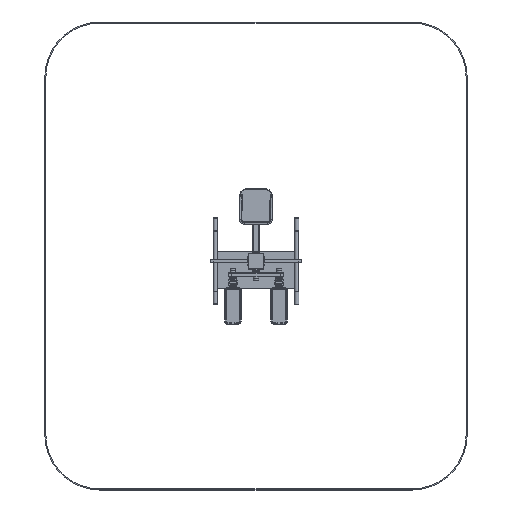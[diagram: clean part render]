
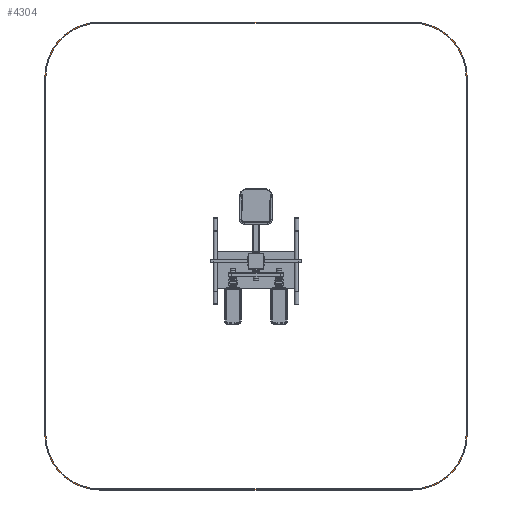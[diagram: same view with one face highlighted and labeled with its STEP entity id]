
A CAD part, top view. The second image highlights one B-rep face of the part: STEP entity #4304.
In plain terms, the highlighted planar face has unit normal (0, 0, 1).
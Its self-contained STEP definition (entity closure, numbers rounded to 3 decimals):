
#4304=ADVANCED_FACE('',(#7528,#7530),#7532,.F.);
#7528=FACE_BOUND('',#7529,.T.);
#7529=EDGE_LOOP('',(#14975,#14976,#14977,#14978,#14979,#14980,#14981,#14982));
#7530=FACE_BOUND('',#7531,.T.);
#7531=EDGE_LOOP('',(#14983,#14984,#14985,#14986,#14987,#14988,#14989,#14990));
#7532=PLANE('',#7533);
#7533=AXIS2_PLACEMENT_3D('',#7534,#7535,#7536);
#7534=CARTESIAN_POINT('',(0.,0.,-34.277));
#7535=DIRECTION('',(0.,0.,-1.));
#7536=DIRECTION('',(0.,1.,0.));
#14975=ORIENTED_EDGE('',*,*,#17415,.F.);
#14976=ORIENTED_EDGE('',*,*,#17412,.F.);
#14977=ORIENTED_EDGE('',*,*,#17409,.F.);
#14978=ORIENTED_EDGE('',*,*,#17406,.F.);
#14979=ORIENTED_EDGE('',*,*,#17403,.F.);
#14980=ORIENTED_EDGE('',*,*,#17400,.F.);
#14981=ORIENTED_EDGE('',*,*,#17397,.F.);
#14982=ORIENTED_EDGE('',*,*,#17393,.F.);
#14983=ORIENTED_EDGE('',*,*,#17439,.F.);
#14984=ORIENTED_EDGE('',*,*,#17436,.F.);
#14985=ORIENTED_EDGE('',*,*,#17433,.F.);
#14986=ORIENTED_EDGE('',*,*,#17430,.F.);
#14987=ORIENTED_EDGE('',*,*,#17427,.F.);
#14988=ORIENTED_EDGE('',*,*,#17424,.F.);
#14989=ORIENTED_EDGE('',*,*,#17421,.F.);
#14990=ORIENTED_EDGE('',*,*,#17417,.F.);
#17393=EDGE_CURVE('',#18607,#18608,#18609,.T.);
#17397=EDGE_CURVE('',#18608,#18615,#18616,.T.);
#17400=EDGE_CURVE('',#18615,#18620,#18621,.T.);
#17403=EDGE_CURVE('',#18620,#18625,#18626,.T.);
#17406=EDGE_CURVE('',#18625,#18630,#18631,.T.);
#17409=EDGE_CURVE('',#18630,#18635,#18636,.T.);
#17412=EDGE_CURVE('',#18635,#18640,#18641,.T.);
#17415=EDGE_CURVE('',#18640,#18607,#18645,.T.);
#17417=EDGE_CURVE('',#18647,#18648,#18649,.T.);
#17421=EDGE_CURVE('',#18648,#18655,#18656,.T.);
#17424=EDGE_CURVE('',#18655,#18660,#18661,.T.);
#17427=EDGE_CURVE('',#18660,#18665,#18666,.T.);
#17430=EDGE_CURVE('',#18665,#18670,#18671,.T.);
#17433=EDGE_CURVE('',#18670,#18675,#18676,.T.);
#17436=EDGE_CURVE('',#18675,#18680,#18681,.T.);
#17439=EDGE_CURVE('',#18680,#18647,#18685,.T.);
#18607=VERTEX_POINT('',#20631);
#18608=VERTEX_POINT('',#20632);
#18609=CIRCLE('',#20633,500.);
#18615=VERTEX_POINT('',#20649);
#18616=LINE('',#20650,#20651);
#18620=VERTEX_POINT('',#20660);
#18621=CIRCLE('',#20661,500.);
#18625=VERTEX_POINT('',#20673);
#18626=LINE('',#20674,#20675);
#18630=VERTEX_POINT('',#20684);
#18631=CIRCLE('',#20685,500.);
#18635=VERTEX_POINT('',#20697);
#18636=LINE('',#20698,#20699);
#18640=VERTEX_POINT('',#20708);
#18641=CIRCLE('',#20709,500.);
#18645=LINE('',#20721,#20722);
#18647=VERTEX_POINT('',#20727);
#18648=VERTEX_POINT('',#20728);
#18649=LINE('',#20729,#20730);
#18655=VERTEX_POINT('',#20743);
#18656=CIRCLE('',#20744,490.);
#18660=VERTEX_POINT('',#20756);
#18661=LINE('',#20757,#20758);
#18665=VERTEX_POINT('',#20767);
#18666=CIRCLE('',#20768,490.);
#18670=VERTEX_POINT('',#20780);
#18671=LINE('',#20781,#20782);
#18675=VERTEX_POINT('',#20791);
#18676=CIRCLE('',#20792,490.);
#18680=VERTEX_POINT('',#20804);
#18681=LINE('',#20805,#20806);
#18685=CIRCLE('',#20815,490.);
#20631=CARTESIAN_POINT('',(-1963.,1738.945,-34.277));
#20632=CARTESIAN_POINT('',(-1463.,2238.945,-34.277));
#20633=AXIS2_PLACEMENT_3D('',#20634,#20635,#20636);
#20634=CARTESIAN_POINT('',(-1463.,1738.945,-34.277));
#20635=DIRECTION('',(0.,0.,-1.));
#20636=DIRECTION('',(-1.,0.,0.));
#20649=CARTESIAN_POINT('',(1363.,2238.945,-34.277));
#20650=CARTESIAN_POINT('',(-1463.,2238.945,-34.277));
#20651=VECTOR('',#20652,1.);
#20652=DIRECTION('',(1.,0.,0.));
#20660=CARTESIAN_POINT('',(1863.,1738.945,-34.277));
#20661=AXIS2_PLACEMENT_3D('',#20662,#20663,#20664);
#20662=CARTESIAN_POINT('',(1363.,1738.945,-34.277));
#20663=DIRECTION('',(0.,0.,-1.));
#20664=DIRECTION('',(0.,1.,0.));
#20673=CARTESIAN_POINT('',(1863.,-1500.,-34.277));
#20674=CARTESIAN_POINT('',(1863.,1738.945,-34.277));
#20675=VECTOR('',#20676,1.);
#20676=DIRECTION('',(0.,-1.,0.));
#20684=CARTESIAN_POINT('',(1363.,-2000.,-34.277));
#20685=AXIS2_PLACEMENT_3D('',#20686,#20687,#20688);
#20686=CARTESIAN_POINT('',(1363.,-1500.,-34.277));
#20687=DIRECTION('',(0.,0.,-1.));
#20688=DIRECTION('',(1.,0.,0.));
#20697=CARTESIAN_POINT('',(-1463.,-2000.,-34.277));
#20698=CARTESIAN_POINT('',(1363.,-2000.,-34.277));
#20699=VECTOR('',#20700,1.);
#20700=DIRECTION('',(-1.,0.,0.));
#20708=CARTESIAN_POINT('',(-1963.,-1500.,-34.277));
#20709=AXIS2_PLACEMENT_3D('',#20710,#20711,#20712);
#20710=CARTESIAN_POINT('',(-1463.,-1500.,-34.277));
#20711=DIRECTION('',(0.,0.,-1.));
#20712=DIRECTION('',(0.,-1.,0.));
#20721=CARTESIAN_POINT('',(-1963.,-1500.,-34.277));
#20722=VECTOR('',#20723,1.);
#20723=DIRECTION('',(0.,1.,0.));
#20727=CARTESIAN_POINT('',(-1953.,1738.945,-34.277));
#20728=CARTESIAN_POINT('',(-1953.,-1500.,-34.277));
#20729=CARTESIAN_POINT('',(-1953.,1738.945,-34.277));
#20730=VECTOR('',#20731,1.);
#20731=DIRECTION('',(0.,-1.,0.));
#20743=CARTESIAN_POINT('',(-1463.,-1990.,-34.277));
#20744=AXIS2_PLACEMENT_3D('',#20745,#20746,#20747);
#20745=CARTESIAN_POINT('',(-1463.,-1500.,-34.277));
#20746=DIRECTION('',(0.,0.,1.));
#20747=DIRECTION('',(-1.,0.,0.));
#20756=CARTESIAN_POINT('',(1363.,-1990.,-34.277));
#20757=CARTESIAN_POINT('',(-1463.,-1990.,-34.277));
#20758=VECTOR('',#20759,1.);
#20759=DIRECTION('',(1.,0.,0.));
#20767=CARTESIAN_POINT('',(1853.,-1500.,-34.277));
#20768=AXIS2_PLACEMENT_3D('',#20769,#20770,#20771);
#20769=CARTESIAN_POINT('',(1363.,-1500.,-34.277));
#20770=DIRECTION('',(0.,0.,1.));
#20771=DIRECTION('',(0.,-1.,0.));
#20780=CARTESIAN_POINT('',(1853.,1738.945,-34.277));
#20781=CARTESIAN_POINT('',(1853.,-1500.,-34.277));
#20782=VECTOR('',#20783,1.);
#20783=DIRECTION('',(0.,1.,0.));
#20791=CARTESIAN_POINT('',(1363.,2228.945,-34.277));
#20792=AXIS2_PLACEMENT_3D('',#20793,#20794,#20795);
#20793=CARTESIAN_POINT('',(1363.,1738.945,-34.277));
#20794=DIRECTION('',(0.,0.,1.));
#20795=DIRECTION('',(1.,0.,0.));
#20804=CARTESIAN_POINT('',(-1463.,2228.945,-34.277));
#20805=CARTESIAN_POINT('',(1363.,2228.945,-34.277));
#20806=VECTOR('',#20807,1.);
#20807=DIRECTION('',(-1.,0.,0.));
#20815=AXIS2_PLACEMENT_3D('',#20816,#20817,#20818);
#20816=CARTESIAN_POINT('',(-1463.,1738.945,-34.277));
#20817=DIRECTION('',(0.,0.,1.));
#20818=DIRECTION('',(0.,1.,0.));
